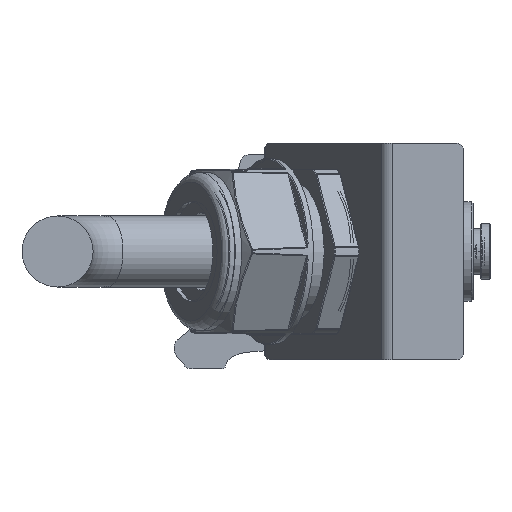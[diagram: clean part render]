
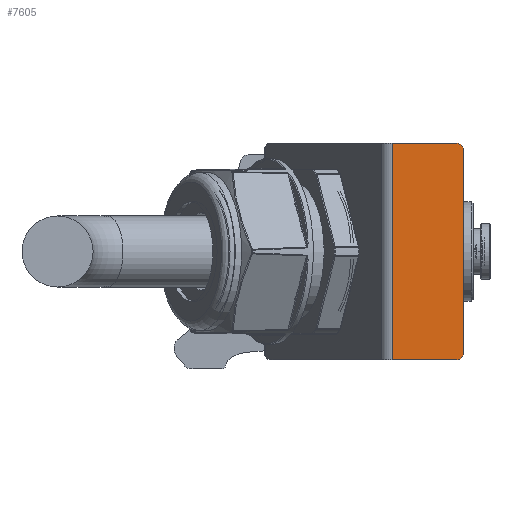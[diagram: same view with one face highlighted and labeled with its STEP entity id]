
A CAD part, left-side view. The second image highlights one B-rep face of the part: STEP entity #7605.
In plain terms, the highlighted planar face has unit normal (-1, 0, 0).
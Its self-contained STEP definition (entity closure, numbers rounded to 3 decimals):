
#91 = ORIENTED_EDGE ( 'NONE', *, *, #2184, .T. ) ;
#262 = EDGE_CURVE ( 'NONE', #6869, #17023, #12903, .T. ) ;
#317 = CARTESIAN_POINT ( 'NONE',  ( -660.588, 0., -1.714 ) ) ;
#739 = CARTESIAN_POINT ( 'NONE',  ( -660.588, 1.714, -53.658 ) ) ;
#1475 = DIRECTION ( 'NONE',  ( -1., 0., 0. ) ) ;
#1691 = EDGE_CURVE ( 'NONE', #4889, #1968, #15150, .T. ) ;
#1968 = VERTEX_POINT ( 'NONE', #10498 ) ;
#2153 = CARTESIAN_POINT ( 'NONE',  ( -660.588, 0., 0. ) ) ;
#2184 = EDGE_CURVE ( 'NONE', #4889, #16065, #11700, .T. ) ;
#2496 = PLANE ( 'NONE',  #7379 ) ;
#2664 = DIRECTION ( 'NONE',  ( 0., 0., 1. ) ) ;
#3322 = CARTESIAN_POINT ( 'NONE',  ( -660.588, 18.078, -55.372 ) ) ;
#4441 = CARTESIAN_POINT ( 'NONE',  ( -660.588, 0., -55.372 ) ) ;
#4495 = ORIENTED_EDGE ( 'NONE', *, *, #1691, .F. ) ;
#4645 = LINE ( 'NONE', #2153, #7424 ) ;
#4889 = VERTEX_POINT ( 'NONE', #9401 ) ;
#4893 = DIRECTION ( 'NONE',  ( 0., -1., 0. ) ) ;
#4973 = AXIS2_PLACEMENT_3D ( 'NONE', #739, #5987, #11269 ) ;
#5157 = DIRECTION ( 'NONE',  ( -1., 0., 0. ) ) ;
#5987 = DIRECTION ( 'NONE',  ( -1., 0., 0. ) ) ;
#6215 = ORIENTED_EDGE ( 'NONE', *, *, #13110, .T. ) ;
#6692 = VERTEX_POINT ( 'NONE', #9202 ) ;
#6869 = VERTEX_POINT ( 'NONE', #317 ) ;
#7379 = AXIS2_PLACEMENT_3D ( 'NONE', #16979, #5157, #15688 ) ;
#7424 = VECTOR ( 'NONE', #4893, 1000. ) ;
#7605 = ADVANCED_FACE ( 'NONE', ( #14316 ), #2496, .T. ) ;
#8090 = LINE ( 'NONE', #4441, #9638 ) ;
#9202 = CARTESIAN_POINT ( 'NONE',  ( -660.588, 0., -53.658 ) ) ;
#9401 = CARTESIAN_POINT ( 'NONE',  ( -660.588, 18.078, -55.372 ) ) ;
#9638 = VECTOR ( 'NONE', #12065, 1000. ) ;
#9733 = ORIENTED_EDGE ( 'NONE', *, *, #15571, .T. ) ;
#9890 = ORIENTED_EDGE ( 'NONE', *, *, #262, .T. ) ;
#10498 = CARTESIAN_POINT ( 'NONE',  ( -660.588, 18.078, 0. ) ) ;
#10514 = CIRCLE ( 'NONE', #4973, 1.714 ) ;
#10882 = CARTESIAN_POINT ( 'NONE',  ( -660.588, 1.714, -1.714 ) ) ;
#11269 = DIRECTION ( 'NONE',  ( 0., 0., 1. ) ) ;
#11522 = AXIS2_PLACEMENT_3D ( 'NONE', #10882, #1475, #2664 ) ;
#11686 = EDGE_CURVE ( 'NONE', #1968, #17023, #4645, .T. ) ;
#11700 = LINE ( 'NONE', #15476, #14565 ) ;
#12065 = DIRECTION ( 'NONE',  ( 0., 0., 1. ) ) ;
#12101 = CARTESIAN_POINT ( 'NONE',  ( -660.588, 1.714, 0. ) ) ;
#12196 = ORIENTED_EDGE ( 'NONE', *, *, #11686, .F. ) ;
#12830 = VECTOR ( 'NONE', #14903, 1000. ) ;
#12903 = CIRCLE ( 'NONE', #11522, 1.714 ) ;
#13110 = EDGE_CURVE ( 'NONE', #6692, #6869, #8090, .T. ) ;
#13307 = EDGE_LOOP ( 'NONE', ( #91, #9733, #6215, #9890, #12196, #4495 ) ) ;
#14316 = FACE_OUTER_BOUND ( 'NONE', #13307, .T. ) ;
#14565 = VECTOR ( 'NONE', #16927, 1000. ) ;
#14903 = DIRECTION ( 'NONE',  ( 0., 0., 1. ) ) ;
#15150 = LINE ( 'NONE', #3322, #12830 ) ;
#15476 = CARTESIAN_POINT ( 'NONE',  ( -660.588, 0., -55.372 ) ) ;
#15571 = EDGE_CURVE ( 'NONE', #16065, #6692, #10514, .T. ) ;
#15688 = DIRECTION ( 'NONE',  ( 0., 0., 1. ) ) ;
#16065 = VERTEX_POINT ( 'NONE', #16888 ) ;
#16888 = CARTESIAN_POINT ( 'NONE',  ( -660.588, 1.714, -55.372 ) ) ;
#16927 = DIRECTION ( 'NONE',  ( 0., -1., 0. ) ) ;
#16979 = CARTESIAN_POINT ( 'NONE',  ( -660.588, 0., -55.372 ) ) ;
#17023 = VERTEX_POINT ( 'NONE', #12101 ) ;
